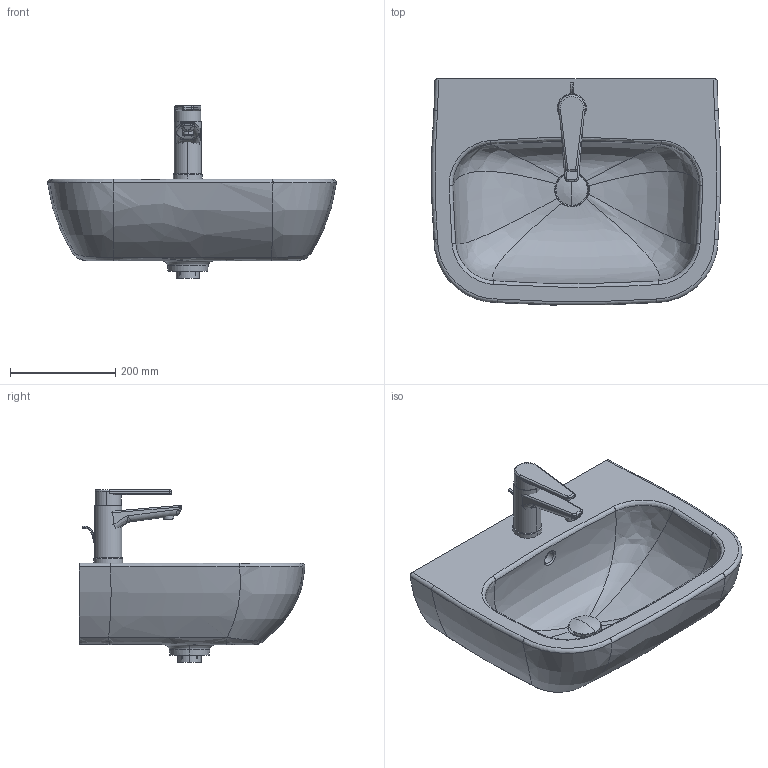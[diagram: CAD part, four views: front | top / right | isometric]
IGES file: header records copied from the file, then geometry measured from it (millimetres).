
Global section: file name: No Iges File Name specified; native system: AutoDesk Inventor R11.0; preprocessor: AutoDesk Inventor Iges Exporter R11.0; author: No Author specified; organization: No Organization specified; date: 20071024.201801; units: millimetre
Bounding box: 548.89 x 429.45 x 328.45 mm (x, y, z)
Volume: 14019694.8 mm3; surface area: 950926.7 mm2
Topology: 8 solids, 8 shells, 226 faces, 551 edges, 327 vertices
Faces by surface type: cylinder 59, bspline 53, plane 49, revolution 29, torus 22, sphere 8, cone 6
